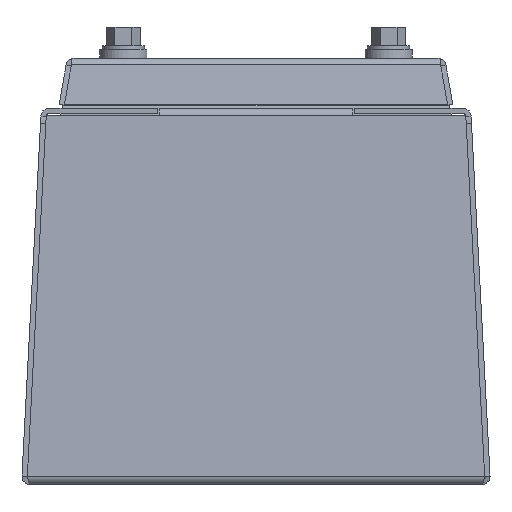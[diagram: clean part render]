
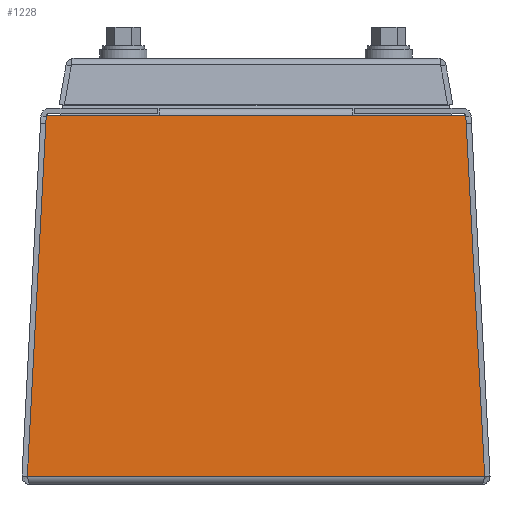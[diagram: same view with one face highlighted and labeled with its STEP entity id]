
A CAD part, left-side view. The second image highlights one B-rep face of the part: STEP entity #1228.
In plain terms, the highlighted planar face has unit normal (-0.999, 0, 0.052).
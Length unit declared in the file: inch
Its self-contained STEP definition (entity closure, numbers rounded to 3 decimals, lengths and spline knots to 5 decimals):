
#27 = LINE ( 'NONE', #9248, #8316 ) ;
#406 = CARTESIAN_POINT ( 'NONE',  ( -3.77021, -2.23017, 3.9185 ) ) ;
#459 = AXIS2_PLACEMENT_3D ( 'NONE', #1962, #10520, #848 ) ;
#495 = VECTOR ( 'NONE', #6649, 39.37008 ) ;
#595 = ORIENTED_EDGE ( 'NONE', *, *, #8144, .T. ) ;
#785 = LINE ( 'NONE', #2820, #12682 ) ;
#848 = DIRECTION ( 'NONE',  ( 0.052, 0., 0.999 ) ) ;
#916 = VECTOR ( 'NONE', #5385, 39.37008 ) ;
#933 = VECTOR ( 'NONE', #12736, 39.37008 ) ;
#1228 = ADVANCED_FACE ( 'NONE', ( #8270 ), #1574, .T. ) ;
#1574 = PLANE ( 'NONE',  #459 ) ;
#1962 = CARTESIAN_POINT ( 'NONE',  ( -3.97242, -16.85702, 0.05998 ) ) ;
#2393 = EDGE_CURVE ( 'NONE', #7648, #11749, #3217, .T. ) ;
#2558 = CARTESIAN_POINT ( 'NONE',  ( -3.97082, -2.43079, 0.0905 ) ) ;
#2645 = EDGE_CURVE ( 'NONE', #7529, #6360, #27, .T. ) ;
#2820 = CARTESIAN_POINT ( 'NONE',  ( -3.97082, -2.43079, 0.0905 ) ) ;
#3009 = EDGE_CURVE ( 'NONE', #11749, #5709, #9475, .T. ) ;
#3217 = LINE ( 'NONE', #8832, #916 ) ;
#4059 = LINE ( 'NONE', #12804, #7022 ) ;
#4296 = DIRECTION ( 'NONE',  ( -0.052, 0.052, -0.997 ) ) ;
#4612 = LINE ( 'NONE', #11887, #495 ) ;
#4741 = CARTESIAN_POINT ( 'NONE',  ( -3.77021, 2.23017, 3.9185 ) ) ;
#5287 = ORIENTED_EDGE ( 'NONE', *, *, #11076, .F. ) ;
#5385 = DIRECTION ( 'NONE',  ( 0., 1., 0. ) ) ;
#5709 = VERTEX_POINT ( 'NONE', #6505 ) ;
#6070 = ORIENTED_EDGE ( 'NONE', *, *, #3009, .T. ) ;
#6360 = VERTEX_POINT ( 'NONE', #9279 ) ;
#6505 = CARTESIAN_POINT ( 'NONE',  ( -3.77021, 1.02773, 3.9185 ) ) ;
#6649 = DIRECTION ( 'NONE',  ( 0., 1., 0. ) ) ;
#7022 = VECTOR ( 'NONE', #11693, 39.37008 ) ;
#7150 = EDGE_LOOP ( 'NONE', ( #10815, #6070, #13514, #12179, #5287, #595 ) ) ;
#7529 = VERTEX_POINT ( 'NONE', #4741 ) ;
#7648 = VERTEX_POINT ( 'NONE', #406 ) ;
#8144 = EDGE_CURVE ( 'NONE', #11600, #7648, #785, .T. ) ;
#8270 = FACE_OUTER_BOUND ( 'NONE', #7150, .T. ) ;
#8316 = VECTOR ( 'NONE', #4296, 39.37008 ) ;
#8832 = CARTESIAN_POINT ( 'NONE',  ( -3.77021, -16.85702, 3.9185 ) ) ;
#9146 = DIRECTION ( 'NONE',  ( 0.052, 0.052, 0.997 ) ) ;
#9248 = CARTESIAN_POINT ( 'NONE',  ( -3.77021, 2.23017, 3.9185 ) ) ;
#9279 = CARTESIAN_POINT ( 'NONE',  ( -3.97082, 2.43079, 0.0905 ) ) ;
#9475 = LINE ( 'NONE', #11696, #933 ) ;
#10520 = DIRECTION ( 'NONE',  ( -0.999, 0., 0.052 ) ) ;
#10741 = CARTESIAN_POINT ( 'NONE',  ( -3.77021, -1.02773, 3.9185 ) ) ;
#10815 = ORIENTED_EDGE ( 'NONE', *, *, #2393, .T. ) ;
#11076 = EDGE_CURVE ( 'NONE', #11600, #6360, #4059, .T. ) ;
#11600 = VERTEX_POINT ( 'NONE', #2558 ) ;
#11693 = DIRECTION ( 'NONE',  ( 0., 1., 0. ) ) ;
#11696 = CARTESIAN_POINT ( 'NONE',  ( -3.77021, -16.85702, 3.9185 ) ) ;
#11749 = VERTEX_POINT ( 'NONE', #10741 ) ;
#11887 = CARTESIAN_POINT ( 'NONE',  ( -3.77021, -16.85702, 3.9185 ) ) ;
#12179 = ORIENTED_EDGE ( 'NONE', *, *, #2645, .T. ) ;
#12682 = VECTOR ( 'NONE', #9146, 39.37008 ) ;
#12736 = DIRECTION ( 'NONE',  ( 0., 1., 0. ) ) ;
#12804 = CARTESIAN_POINT ( 'NONE',  ( -3.97082, -2.40194, 0.0905 ) ) ;
#12820 = EDGE_CURVE ( 'NONE', #5709, #7529, #4612, .T. ) ;
#13514 = ORIENTED_EDGE ( 'NONE', *, *, #12820, .T. ) ;
